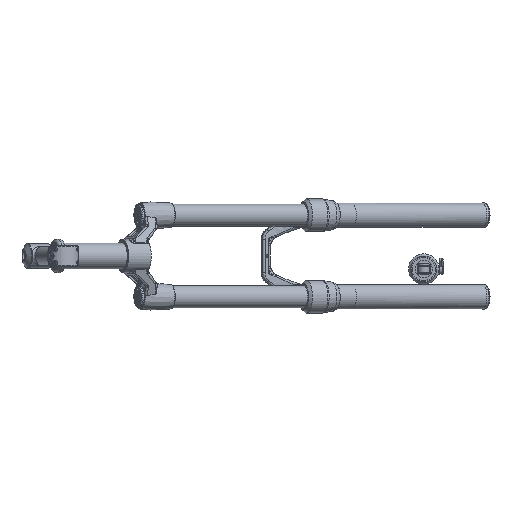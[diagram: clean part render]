
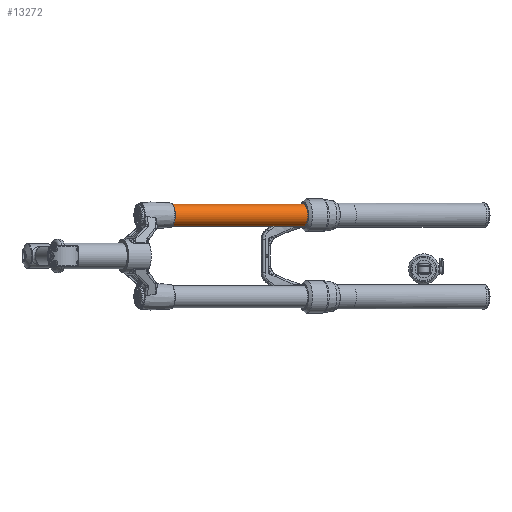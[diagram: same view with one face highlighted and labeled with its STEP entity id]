
A CAD part, left-side view. The second image highlights one B-rep face of the part: STEP entity #13272.
In plain terms, the highlighted cylindrical face has radius 17.462 mm (diameter 34.925 mm), a full revolution.
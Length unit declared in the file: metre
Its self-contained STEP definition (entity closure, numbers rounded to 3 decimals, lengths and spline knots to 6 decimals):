
#925=CYLINDRICAL_SURFACE('',#15905,0.017463);
#1793=CIRCLE('',#15415,0.017463);
#2037=CIRCLE('',#15906,0.017463);
#5799=ORIENTED_EDGE('',*,*,#7695,.F.);
#5800=ORIENTED_EDGE('',*,*,#7181,.T.);
#7181=EDGE_CURVE('',#8583,#8583,#1793,.T.);
#7695=EDGE_CURVE('',#8880,#8880,#2037,.T.);
#8583=VERTEX_POINT('',#27155);
#8880=VERTEX_POINT('',#28967);
#11185=EDGE_LOOP('',(#5799));
#11186=EDGE_LOOP('',(#5800));
#12186=FACE_BOUND('',#11185,.T.);
#12187=FACE_BOUND('',#11186,.T.);
#13272=ADVANCED_FACE('Face appearance 1',(#12186,#12187),#925,.T.);
#15415=AXIS2_PLACEMENT_3D('',#27154,#18326,#18327);
#15905=AXIS2_PLACEMENT_3D('',#28965,#19531,#19532);
#15906=AXIS2_PLACEMENT_3D('',#28966,#19533,#19534);
#18326=DIRECTION('',(0.375,-0.927,0.));
#18327=DIRECTION('',(-0.927,-0.375,0.));
#19531=DIRECTION('',(-0.375,0.927,0.));
#19532=DIRECTION('',(0.927,0.375,0.));
#19533=DIRECTION('',(0.375,-0.927,0.));
#19534=DIRECTION('',(-0.927,-0.375,0.));
#27154=CARTESIAN_POINT('',(0.520708,0.394069,0.083851));
#27155=CARTESIAN_POINT('',(0.504517,0.387527,0.083851));
#28965=CARTESIAN_POINT('',(0.634888,0.111463,0.083851));
#28966=CARTESIAN_POINT('',(0.634888,0.111463,0.083851));
#28967=CARTESIAN_POINT('',(0.618697,0.104922,0.083851));
